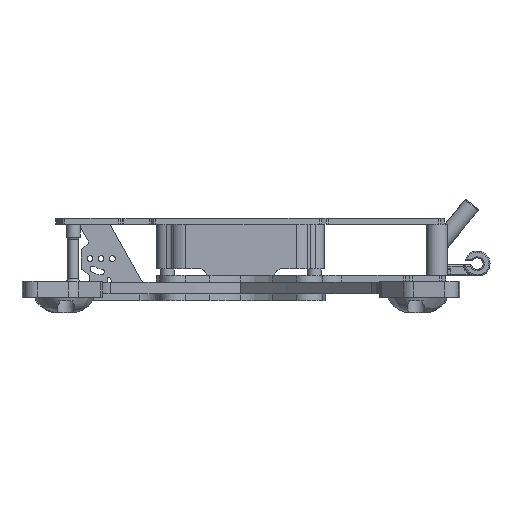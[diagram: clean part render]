
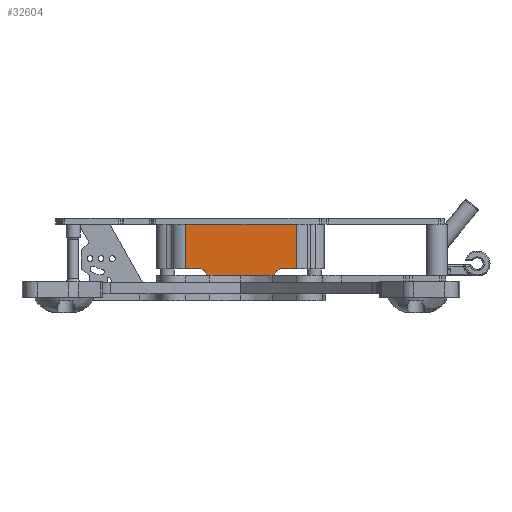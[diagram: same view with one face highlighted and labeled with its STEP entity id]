
A CAD part, front view. The second image highlights one B-rep face of the part: STEP entity #32604.
In plain terms, the highlighted planar face has unit normal (0, -1, 0).
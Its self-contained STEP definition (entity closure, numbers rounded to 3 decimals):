
#1604=PLANE('',#35840);
#3106=FACE_OUTER_BOUND('',#5200,.T.);
#5200=EDGE_LOOP('',(#28178,#28179,#28180,#28181,#28182,#28183,#28184,#28185));
#7883=LINE('',#55495,#10626);
#7891=LINE('',#55534,#10634);
#7902=LINE('',#55579,#10645);
#7903=LINE('',#55583,#10646);
#7916=LINE('',#55622,#10659);
#7917=LINE('',#55624,#10660);
#10626=VECTOR('',#44172,10.);
#10634=VECTOR('',#44210,10.);
#10645=VECTOR('',#44261,10.);
#10646=VECTOR('',#44264,10.);
#10659=VECTOR('',#44313,10.);
#10660=VECTOR('',#44316,10.);
#12484=CIRCLE('',#35815,3.496);
#12490=CIRCLE('',#35827,3.496);
#15277=VERTEX_POINT('',#55492);
#15278=VERTEX_POINT('',#55494);
#15293=VERTEX_POINT('',#55531);
#15294=VERTEX_POINT('',#55533);
#15308=VERTEX_POINT('',#55570);
#15309=VERTEX_POINT('',#55581);
#15310=VERTEX_POINT('',#55582);
#15317=VERTEX_POINT('',#55599);
#19642=EDGE_CURVE('',#15278,#15277,#7883,.T.);
#19662=EDGE_CURVE('',#15293,#15294,#7891,.T.);
#19682=EDGE_CURVE('',#15277,#15308,#12484,.T.);
#19685=EDGE_CURVE('',#15278,#15293,#7902,.T.);
#19686=EDGE_CURVE('',#15309,#15310,#7903,.T.);
#19695=EDGE_CURVE('',#15317,#15309,#12490,.T.);
#19706=EDGE_CURVE('',#15317,#15308,#7916,.T.);
#19707=EDGE_CURVE('',#15310,#15294,#7917,.T.);
#28178=ORIENTED_EDGE('',*,*,#19682,.T.);
#28179=ORIENTED_EDGE('',*,*,#19706,.F.);
#28180=ORIENTED_EDGE('',*,*,#19695,.T.);
#28181=ORIENTED_EDGE('',*,*,#19686,.T.);
#28182=ORIENTED_EDGE('',*,*,#19707,.T.);
#28183=ORIENTED_EDGE('',*,*,#19662,.F.);
#28184=ORIENTED_EDGE('',*,*,#19685,.F.);
#28185=ORIENTED_EDGE('',*,*,#19642,.T.);
#32604=ADVANCED_FACE('',(#3106),#1604,.T.);
#35815=AXIS2_PLACEMENT_3D('',#55572,#44249,#44250);
#35827=AXIS2_PLACEMENT_3D('',#55600,#44280,#44281);
#35840=AXIS2_PLACEMENT_3D('',#55625,#44317,#44318);
#44172=DIRECTION('',(1.,0.,0.));
#44210=DIRECTION('',(1.,0.,0.));
#44249=DIRECTION('center_axis',(0.,1.,0.));
#44250=DIRECTION('ref_axis',(0.,0.,1.));
#44261=DIRECTION('',(0.,0.,1.));
#44264=DIRECTION('',(1.,0.,0.));
#44280=DIRECTION('center_axis',(0.,1.,0.));
#44281=DIRECTION('ref_axis',(0.,0.,-1.));
#44313=DIRECTION('',(-1.,0.,0.));
#44316=DIRECTION('',(0.,0.,1.));
#44317=DIRECTION('center_axis',(0.,-1.,0.));
#44318=DIRECTION('ref_axis',(1.,0.,0.));
#55492=CARTESIAN_POINT('',(63.969,79.826,15.936));
#55494=CARTESIAN_POINT('',(58.472,79.826,15.936));
#55495=CARTESIAN_POINT('',(51.075,79.826,15.936));
#55531=CARTESIAN_POINT('',(58.472,79.826,35.));
#55533=CARTESIAN_POINT('',(106.118,79.826,35.));
#55534=CARTESIAN_POINT('',(70.384,79.826,35.));
#55570=CARTESIAN_POINT('',(67.42,79.826,13.));
#55572=CARTESIAN_POINT('Origin',(63.969,79.826,12.44));
#55579=CARTESIAN_POINT('',(58.472,79.826,13.));
#55581=CARTESIAN_POINT('',(100.258,79.826,15.936));
#55582=CARTESIAN_POINT('',(106.118,79.826,15.936));
#55583=CARTESIAN_POINT('',(79.365,79.826,15.936));
#55599=CARTESIAN_POINT('',(96.808,79.826,13.));
#55600=CARTESIAN_POINT('Origin',(100.258,79.826,12.44));
#55622=CARTESIAN_POINT('',(106.118,79.826,13.));
#55624=CARTESIAN_POINT('',(106.118,79.826,13.));
#55625=CARTESIAN_POINT('Origin',(58.472,79.826,13.));
